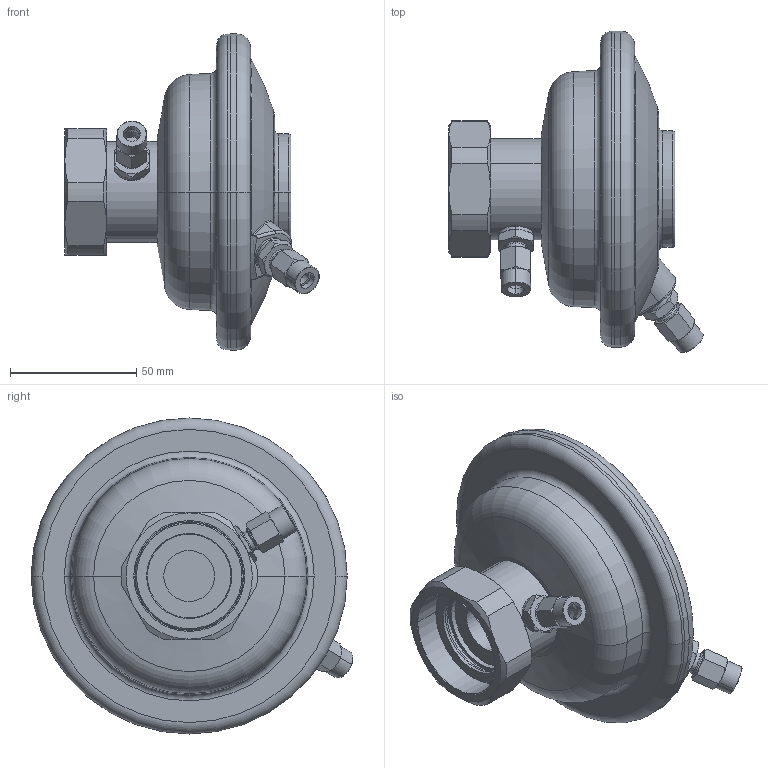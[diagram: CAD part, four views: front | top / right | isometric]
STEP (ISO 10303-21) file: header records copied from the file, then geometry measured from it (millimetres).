
FILE_DESCRIPTION((''),'2;1');
FILE_NAME('003H6839_ASM','2015-04-09T',('u317927'),('Danfoss'),'PRO/ENGINEER BY PARAMETRIC TECHNOLOGY CORPORATION, 2014000','PRO/ENGINEER BY PARAMETRIC TECHNOLOGY CORPORATION, 2014000','');
FILE_SCHEMA(('CONFIG_CONTROL_DESIGN'));
Length unit declared in the file: millimetre
Products named in the file (12): 8883809; 88810790_ZAVIHAN; 8883808; 8890090; 8881071; 5191729; 88810710; SERTO2; SERTO3; SERTO-1_ASM; 5454032; 003H6839_ASM
Assembly tree (11 placements, depth 3):
  003H6839_ASM
    8883809
    88810790_ZAVIHAN
    8883808
    8890090
    8881071
    5191729
    SERTO-1_ASM
      88810710
      SERTO2
      SERTO3
    5454032
Bounding box: 100.64 x 127.3 x 125.09 mm (x, y, z)
Volume: 186431.3 mm3; surface area: 96544.9 mm2
Topology: 10 solids, 18 shells, 656 faces, 1563 edges, 958 vertices
Faces by surface type: plane 267, cone 166, cylinder 137, torus 76, bspline 9, sphere 1
Entity records: 20348 total; most frequent: CARTESIAN_POINT 5122, DIRECTION 3190, ORIENTED_EDGE 3098, EDGE_CURVE 1563, AXIS2_PLACEMENT_3D 1317, VERTEX_POINT 958, EDGE_LOOP 707, FACE_OUTER_BOUND 656
